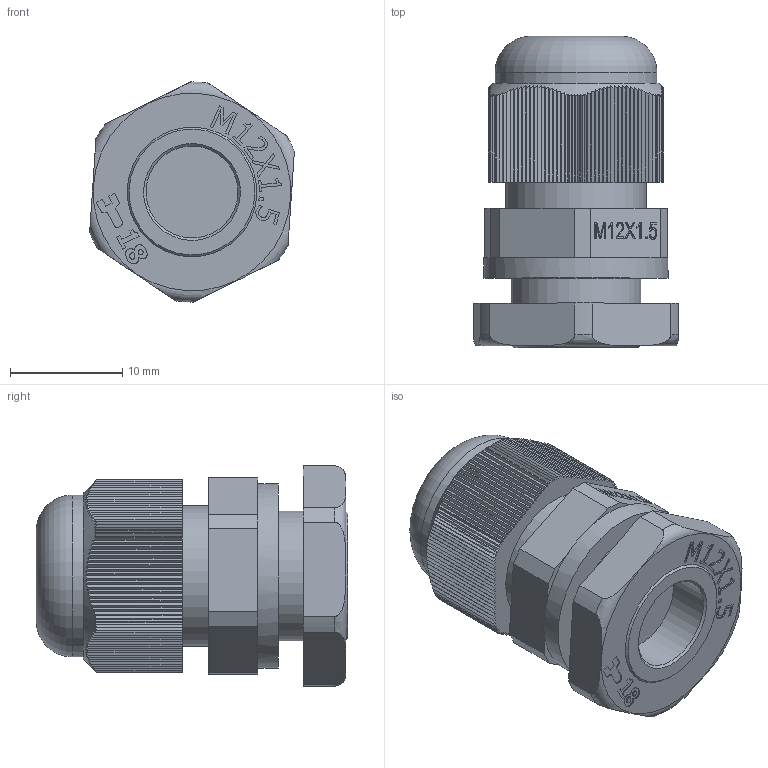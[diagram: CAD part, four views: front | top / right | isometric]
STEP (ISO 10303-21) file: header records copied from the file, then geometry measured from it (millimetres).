
FILE_DESCRIPTION(/* description */ (''),/* implementation_level */ '2;1');
FILE_NAME(/* name */ '',/* time_stamp */ '2025-07-22T10:46:13+07:00',/* author */ ('zeta-86'),/* organization */ (''),/* preprocessor_version */ 'ST-DEVELOPER v19.2',/* originating_system */ 'Autodesk Inventor 2024',/* authorisation */ '');
FILE_SCHEMA (('AUTOMOTIVE_DESIGN { 1 0 10303 214 3 1 1 }'));
Length unit declared in the file: millimetre
Products named in the file (1): для stp
Bounding box: 18.23 x 27.74 x 19.6 mm (x, y, z)
Volume: 5025.3 mm3; surface area: 2651.7 mm2
Topology: 1 solids, 1 shells, 579 faces, 1633 edges, 1084 vertices
Faces by surface type: plane 472, bspline 76, cylinder 25, cone 3, torus 3
Full cylindrical faces by diameter (mm): 8.2 x1, 11.6 x1, 12 x1, 12.5 x1, 14.4 x1, 16.4 x1
Entity records: 18849 total; most frequent: CARTESIAN_POINT 4808, ORIENTED_EDGE 3266, DIRECTION 2424, EDGE_CURVE 1633, LINE 1124, VECTOR 1124, VERTEX_POINT 1084, AXIS2_PLACEMENT_3D 650
